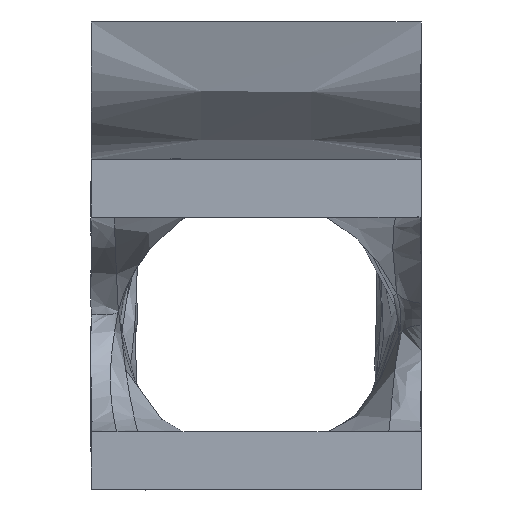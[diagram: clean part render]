
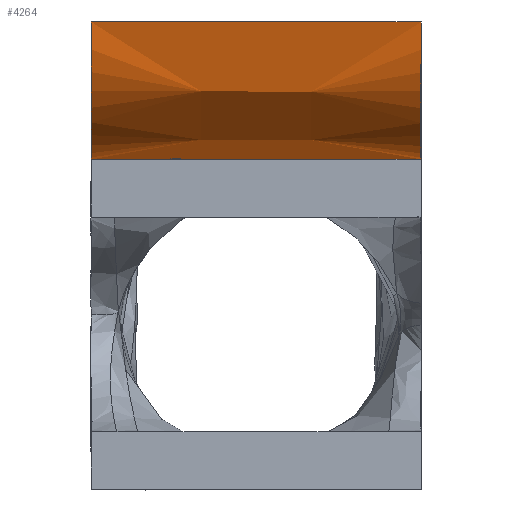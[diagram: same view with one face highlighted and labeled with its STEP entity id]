
A CAD part, front view. The second image highlights one B-rep face of the part: STEP entity #4264.
In plain terms, the highlighted free-form (B-spline) face has degree [3, 3] with [4, 4] control points.
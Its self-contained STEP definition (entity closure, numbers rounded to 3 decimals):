
#4136 = CARTESIAN_POINT('', (6.,50.,6.));
#4137 = VERTEX_POINT('', #4136);
#4145 = CARTESIAN_POINT('', (-6.,50.,6.));
#4146 = VERTEX_POINT('', #4145);
#4147 = CARTESIAN_POINT('', (5.998,49.998,5.998));
#4148 = CARTESIAN_POINT('', (2.005,49.997,5.998));
#4149 = CARTESIAN_POINT('', (-1.997,49.997,5.998));
#4150 = CARTESIAN_POINT('', (-6.002,49.998,5.998));
#4151 = (BOUNDED_CURVE() B_SPLINE_CURVE(3,(#4147,#4148,#4149,#4150),.UNSPECIFIED.,.F.,.F.) B_SPLINE_CURVE_WITH_KNOTS((4,4),(0.,1.),.UNSPECIFIED.) CURVE() GEOMETRIC_REPRESENTATION_ITEM() RATIONAL_B_SPLINE_CURVE((1.,1.,1.,1.)) REPRESENTATION_ITEM(''));
#4152 = EDGE_CURVE('', #4137, #4146, #4151, .T.);
#4178 = CARTESIAN_POINT('', (-6.,45.,11.));
#4179 = VERTEX_POINT('', #4178);
#4180 = CARTESIAN_POINT('', (-5.998,44.998,10.998));
#4181 = CARTESIAN_POINT('', (-5.995,45.095,8.169));
#4182 = CARTESIAN_POINT('', (-6.005,47.156,6.094));
#4183 = CARTESIAN_POINT('', (-6.002,49.998,5.998));
#4184 = (BOUNDED_CURVE() B_SPLINE_CURVE(3,(#4180,#4181,#4182,#4183),.UNSPECIFIED.,.F.,.F.) B_SPLINE_CURVE_WITH_KNOTS((4,4),(0.,1.),.UNSPECIFIED.) CURVE() GEOMETRIC_REPRESENTATION_ITEM() RATIONAL_B_SPLINE_CURVE((1.,1.,1.,1.)) REPRESENTATION_ITEM(''));
#4185 = EDGE_CURVE('', #4179, #4146, #4184, .T.);
#4203 = CARTESIAN_POINT('', (6.,45.,11.));
#4204 = VERTEX_POINT('', #4203);
#4205 = CARTESIAN_POINT('', (6.002,44.998,10.998));
#4206 = CARTESIAN_POINT('', (5.995,45.105,8.16));
#4207 = CARTESIAN_POINT('', (5.984,47.152,6.09));
#4208 = CARTESIAN_POINT('', (5.998,49.998,5.998));
#4209 = (BOUNDED_CURVE() B_SPLINE_CURVE(3,(#4205,#4206,#4207,#4208),.UNSPECIFIED.,.F.,.F.) B_SPLINE_CURVE_WITH_KNOTS((4,4),(0.,1.),.UNSPECIFIED.) CURVE() GEOMETRIC_REPRESENTATION_ITEM() RATIONAL_B_SPLINE_CURVE((1.,1.,1.,1.)) REPRESENTATION_ITEM(''));
#4210 = EDGE_CURVE('', #4204, #4137, #4209, .T.);
#4231 = CARTESIAN_POINT('', (6.002,44.998,10.998));
#4232 = CARTESIAN_POINT('', (2.009,44.998,10.997));
#4233 = CARTESIAN_POINT('', (-1.992,44.998,10.997));
#4234 = CARTESIAN_POINT('', (-5.998,44.998,10.998));
#4235 = (BOUNDED_CURVE() B_SPLINE_CURVE(3,(#4231,#4232,#4233,#4234),.UNSPECIFIED.,.F.,.F.) B_SPLINE_CURVE_WITH_KNOTS((4,4),(0.,1.),.UNSPECIFIED.) CURVE() GEOMETRIC_REPRESENTATION_ITEM() RATIONAL_B_SPLINE_CURVE((1.,1.,1.,1.)) REPRESENTATION_ITEM(''));
#4236 = EDGE_CURVE('', #4204, #4179, #4235, .T.);
#4241 = CARTESIAN_POINT('', (6.002,44.998,10.998));
#4242 = CARTESIAN_POINT('', (5.995,45.105,8.16));
#4243 = CARTESIAN_POINT('', (5.984,47.152,6.09));
#4244 = CARTESIAN_POINT('', (5.998,49.998,5.998));
#4245 = CARTESIAN_POINT('', (2.009,44.998,10.997));
#4246 = CARTESIAN_POINT('', (2.008,45.061,8.178));
#4247 = CARTESIAN_POINT('', (2.006,47.164,6.067));
#4248 = CARTESIAN_POINT('', (2.005,49.997,5.998));
#4249 = CARTESIAN_POINT('', (-1.992,44.998,10.997));
#4250 = CARTESIAN_POINT('', (-1.994,45.045,8.23));
#4251 = CARTESIAN_POINT('', (-1.999,47.238,6.068));
#4252 = CARTESIAN_POINT('', (-1.997,49.997,5.998));
#4253 = CARTESIAN_POINT('', (-5.998,44.998,10.998));
#4254 = CARTESIAN_POINT('', (-5.995,45.095,8.169));
#4255 = CARTESIAN_POINT('', (-6.005,47.156,6.094));
#4256 = CARTESIAN_POINT('', (-6.002,49.998,5.998));
#4257 = (BOUNDED_SURFACE() B_SPLINE_SURFACE(3,3, ((#4241,#4242,#4243,#4244),(#4245,#4246,#4247,#4248),(#4249,#4250,#4251,#4252),(#4253,#4254,#4255,#4256)), .UNSPECIFIED., .F., .F., .T. )  B_SPLINE_SURFACE_WITH_KNOTS((4,4), (4,4), (0.,1.), (0.,1.), .UNSPECIFIED.)GEOMETRIC_REPRESENTATION_ITEM() RATIONAL_B_SPLINE_SURFACE( ((1.,1.,1.,1.),(1.,1.,1.,1.),(1.,1.,1.,1.),(1.,1.,1.,1.))) REPRESENTATION_ITEM('') SURFACE());
#4258 = ORIENTED_EDGE('', *,*, #4236, .F.);
#4259 = ORIENTED_EDGE('', *,*, #4185, .F.);
#4260 = ORIENTED_EDGE('', *,*, #4152, .T.);
#4261 = ORIENTED_EDGE('', *,*, #4210, .T.);
#4262 = EDGE_LOOP('', (#4258,#4259,#4260,#4261));
#4263 = FACE_OUTER_BOUND('', #4262, .T.);
#4264 = ADVANCED_FACE('', (#4263), #4257, .F.);
